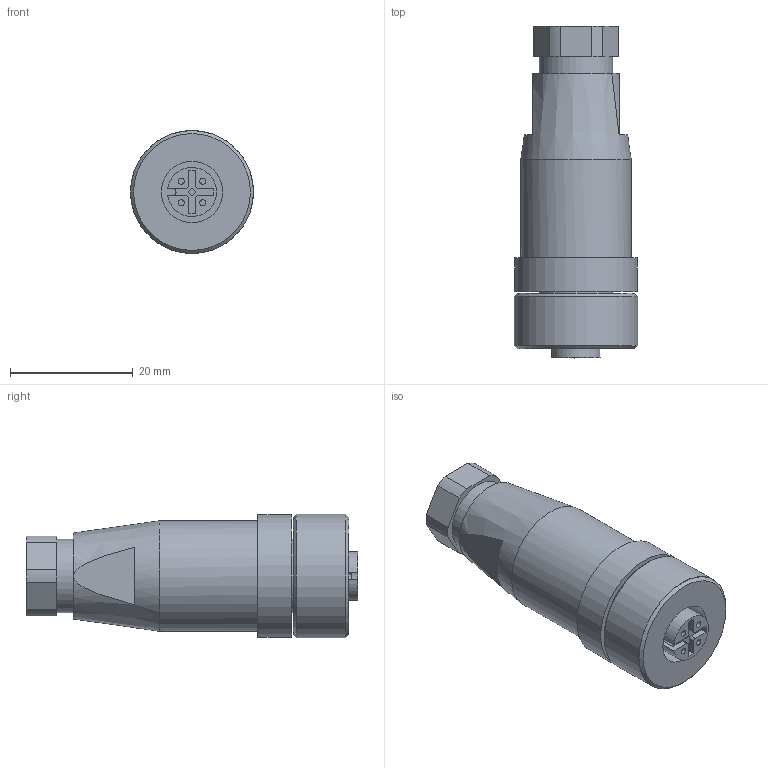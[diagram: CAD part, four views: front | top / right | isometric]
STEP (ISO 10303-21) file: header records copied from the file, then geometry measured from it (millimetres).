
FILE_DESCRIPTION(/* description */ (''),/* implementation_level */ '2;1');
FILE_NAME(/* name */ 'VK003025.stp',/* time_stamp */ '2016-10-11T15:59:34+02:00',/* author */ ('mitarbeiter'),/* organization */ (''),/* preprocessor_version */ 'ST-DEVELOPER v15.2',/* originating_system */ 'Autodesk Inventor 2014',/* authorisation */ '');
FILE_SCHEMA (('AUTOMOTIVE_DESIGN { 1 0 10303 214 3 1 1 }'));
Length unit declared in the file: millimetre
Products named in the file (1): VK003025
Bounding box: 20.05 x 54 x 20.05 mm (x, y, z)
Volume: 7627.3 mm3; surface area: 6077.1 mm2
Topology: 1 solids, 1 shells, 70 faces, 151 edges, 99 vertices
Faces by surface type: plane 37, cylinder 28, cone 5
Full cylindrical faces by diameter (mm): 1 x5, 10 x2, 12 x2, 14 x1, 18 x1, 20 x1, 20.05 x1
Entity records: 1826 total; most frequent: DIRECTION 332, CARTESIAN_POINT 306, ORIENTED_EDGE 262, AXIS2_PLACEMENT_3D 135, EDGE_CURVE 131, EDGE_LOOP 102, VERTEX_POINT 97, FACE_OUTER_BOUND 69
